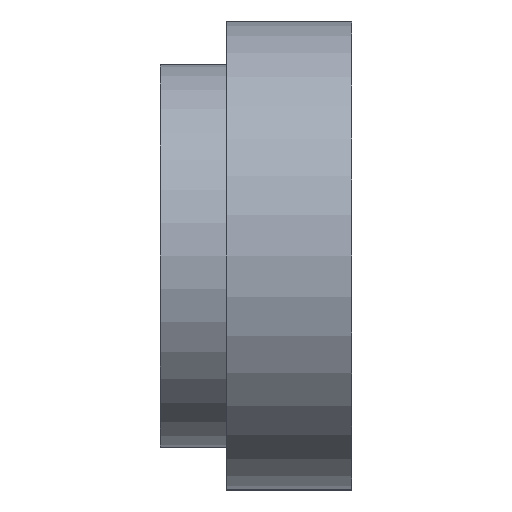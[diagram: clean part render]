
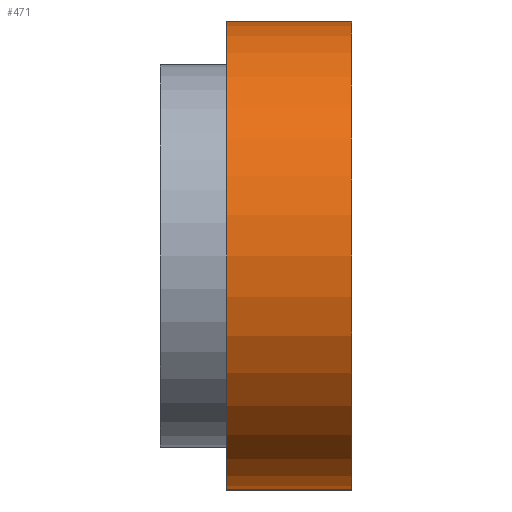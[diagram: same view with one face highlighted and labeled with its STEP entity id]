
A CAD part, left-side view. The second image highlights one B-rep face of the part: STEP entity #471.
In plain terms, the highlighted cylindrical face has radius 6.35 mm (diameter 12.7 mm), a partial arc.
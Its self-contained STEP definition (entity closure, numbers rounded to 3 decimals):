
#18 = CARTESIAN_POINT ( 'NONE',  ( -14.45, 3.4, 0. ) ) ;
#19 = DIRECTION ( 'NONE',  ( 0., 1., 0. ) ) ;
#20 = DIRECTION ( 'NONE',  ( 0., 0., 1. ) ) ;
#33 = LINE ( 'NONE', #168, #77 ) ;
#70 = AXIS2_PLACEMENT_3D ( 'NONE', #173, #174, #175 ) ;
#71 = VECTOR ( 'NONE', #176, 1000. ) ;
#72 = CIRCLE ( 'NONE', #70, 6.35 ) ;
#77 = VECTOR ( 'NONE', #170, 1000. ) ;
#84 = AXIS2_PLACEMENT_3D ( 'NONE', #18, #19, #20 ) ;
#98 = CIRCLE ( 'NONE', #84, 6.35 ) ;
#113 = CARTESIAN_POINT ( 'NONE',  ( -14.45, 3.4, 6.35 ) ) ;
#119 = CARTESIAN_POINT ( 'NONE',  ( -14.45, 3.4, -6.35 ) ) ;
#120 = CARTESIAN_POINT ( 'NONE',  ( -14.45, 0., 6.35 ) ) ;
#150 = ORIENTED_EDGE ( 'NONE', *, *, #529, .T. ) ;
#165 = CARTESIAN_POINT ( 'NONE',  ( -14.45, 3.4, 6.35 ) ) ;
#168 = CARTESIAN_POINT ( 'NONE',  ( -14.45, 3.4, -6.35 ) ) ;
#169 = LINE ( 'NONE', #165, #71 ) ;
#170 = DIRECTION ( 'NONE',  ( 0., -1., 0. ) ) ;
#173 = CARTESIAN_POINT ( 'NONE',  ( -14.45, 0., 0. ) ) ;
#174 = DIRECTION ( 'NONE',  ( 0., 1., 0. ) ) ;
#175 = DIRECTION ( 'NONE',  ( 0., 0., 1. ) ) ;
#176 = DIRECTION ( 'NONE',  ( 0., -1., 0. ) ) ;
#181 = CARTESIAN_POINT ( 'NONE',  ( -14.45, 0., -6.35 ) ) ;
#256 = EDGE_LOOP ( 'NONE', ( #593, #592, #591, #150 ) ) ;
#346 = CARTESIAN_POINT ( 'NONE',  ( -14.45, 3.4, 0. ) ) ;
#349 = DIRECTION ( 'NONE',  ( 0., -1., 0. ) ) ;
#352 = CYLINDRICAL_SURFACE ( 'NONE', #723, 6.35 ) ;
#353 = FACE_OUTER_BOUND ( 'NONE', #256, .T. ) ;
#355 = DIRECTION ( 'NONE',  ( 0., 0., -1. ) ) ;
#471 = ADVANCED_FACE ( 'NONE', ( #353 ), #352, .T. ) ;
#520 = EDGE_CURVE ( 'NONE', #643, #633, #98, .T. ) ;
#529 = EDGE_CURVE ( 'NONE', #643, #610, #33, .T. ) ;
#530 = EDGE_CURVE ( 'NONE', #610, #644, #72, .T. ) ;
#531 = EDGE_CURVE ( 'NONE', #633, #644, #169, .T. ) ;
#591 = ORIENTED_EDGE ( 'NONE', *, *, #520, .F. ) ;
#592 = ORIENTED_EDGE ( 'NONE', *, *, #531, .F. ) ;
#593 = ORIENTED_EDGE ( 'NONE', *, *, #530, .T. ) ;
#610 = VERTEX_POINT ( 'NONE', #181 ) ;
#633 = VERTEX_POINT ( 'NONE', #113 ) ;
#643 = VERTEX_POINT ( 'NONE', #119 ) ;
#644 = VERTEX_POINT ( 'NONE', #120 ) ;
#723 = AXIS2_PLACEMENT_3D ( 'NONE', #346, #349, #355 ) ;
